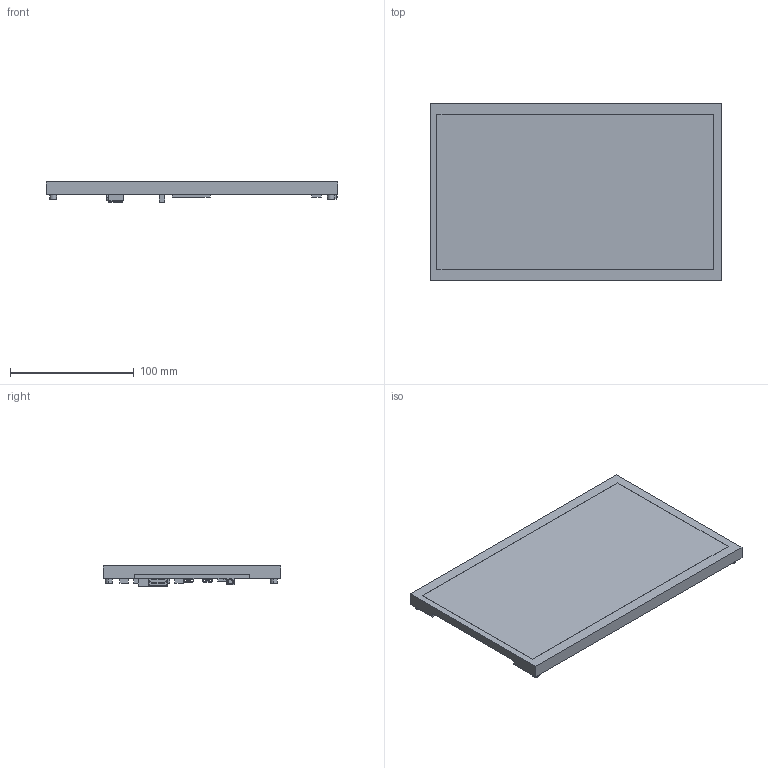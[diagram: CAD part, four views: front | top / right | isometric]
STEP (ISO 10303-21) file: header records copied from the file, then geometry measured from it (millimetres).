
FILE_DESCRIPTION((''),'2;1');
FILE_NAME('002','2020-07-22T',('Administrator'),(''),'PRO/ENGINEER BY PARAMETRIC TECHNOLOGY CORPORATION, 2001280','PRO/ENGINEER BY PARAMETRIC TECHNOLOGY CORPORATION, 2001280','');
FILE_SCHEMA(('CONFIG_CONTROL_DESIGN'));
Length unit declared in the file: millimetre
Products named in the file (1): 002
Bounding box: 236 x 144 x 16.4 mm (x, y, z)
Volume: 334874.7 mm3; surface area: 79204 mm2
Topology: 1 solids, 1 shells, 673 faces, 1916 edges, 1253 vertices
Faces by surface type: plane 415, cylinder 258
Entity records: 22091 total; most frequent: CARTESIAN_POINT 4124, ORIENTED_EDGE 3832, DIRECTION 3699, EDGE_CURVE 1916, VECTOR 1367, LINE 1367, VERTEX_POINT 1253, AXIS2_PLACEMENT_3D 1166
